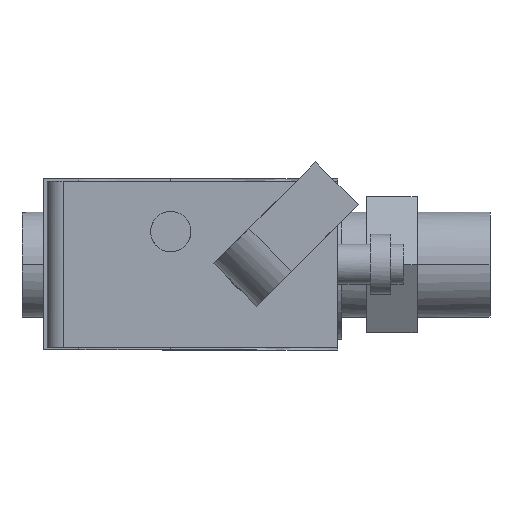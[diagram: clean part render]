
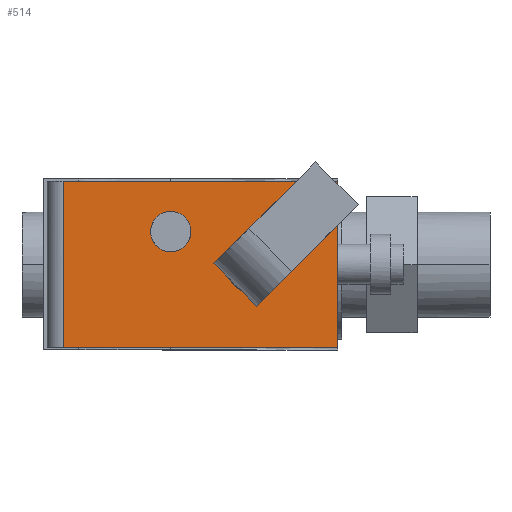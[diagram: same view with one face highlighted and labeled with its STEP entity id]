
A CAD part, top view. The second image highlights one B-rep face of the part: STEP entity #514.
In plain terms, the highlighted planar face has unit normal (0, 0, 1).
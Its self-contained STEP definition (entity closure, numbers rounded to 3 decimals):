
#443=CARTESIAN_POINT('Axis2P3D Location',(42.302,278.005,110.11)) ;
#449=CARTESIAN_POINT('Control Point',(42.302,278.005,110.11)) ;
#450=CARTESIAN_POINT('Control Point',(151.302,278.005,110.11)) ;
#451=CARTESIAN_POINT('Vertex',(42.302,278.005,110.11)) ;
#453=CARTESIAN_POINT('Vertex',(151.302,278.005,110.11)) ;
#457=CARTESIAN_POINT('Control Point',(42.302,212.005,110.11)) ;
#458=CARTESIAN_POINT('Control Point',(42.302,278.005,110.11)) ;
#459=CARTESIAN_POINT('Vertex',(42.302,212.005,110.11)) ;
#463=CARTESIAN_POINT('Control Point',(151.302,212.005,110.11)) ;
#464=CARTESIAN_POINT('Control Point',(42.302,212.005,110.11)) ;
#465=CARTESIAN_POINT('Vertex',(151.302,212.005,110.11)) ;
#469=CARTESIAN_POINT('Control Point',(151.302,278.005,110.11)) ;
#470=CARTESIAN_POINT('Control Point',(151.302,212.005,110.11)) ;
#478=CARTESIAN_POINT('Axis2P3D Location',(118.802,245.005,110.11)) ;
#482=CARTESIAN_POINT('Vertex',(106.802,245.005,110.11)) ;
#484=CARTESIAN_POINT('Vertex',(130.802,245.005,110.11)) ;
#487=CARTESIAN_POINT('Axis2P3D Location',(118.802,245.005,110.11)) ;
#496=CARTESIAN_POINT('Axis2P3D Location',(84.95,258.005,110.11)) ;
#500=CARTESIAN_POINT('Vertex',(80.95,258.005,110.11)) ;
#502=CARTESIAN_POINT('Vertex',(88.95,258.005,110.11)) ;
#505=CARTESIAN_POINT('Axis2P3D Location',(84.95,258.005,110.11)) ;
#444=DIRECTION('Axis2P3D Direction',(0.,0.,1.)) ;
#445=DIRECTION('Axis2P3D XDirection',(0.,-1.,0.)) ;
#479=DIRECTION('Axis2P3D Direction',(0.,0.,1.)) ;
#488=DIRECTION('Axis2P3D Direction',(0.,0.,1.)) ;
#497=DIRECTION('Axis2P3D Direction',(0.,0.,1.)) ;
#506=DIRECTION('Axis2P3D Direction',(0.,0.,1.)) ;
#446=AXIS2_PLACEMENT_3D('Plane Axis2P3D',#443,#444,#445) ;
#480=AXIS2_PLACEMENT_3D('Circle Axis2P3D',#478,#479,$) ;
#489=AXIS2_PLACEMENT_3D('Circle Axis2P3D',#487,#488,$) ;
#498=AXIS2_PLACEMENT_3D('Circle Axis2P3D',#496,#497,$) ;
#507=AXIS2_PLACEMENT_3D('Circle Axis2P3D',#505,#506,$) ;
#481=CIRCLE('generated circle',#480,12.) ;
#490=CIRCLE('generated circle',#489,12.) ;
#499=CIRCLE('generated circle',#498,4.) ;
#508=CIRCLE('generated circle',#507,4.) ;
#447=PLANE('',#446) ;
#495=FACE_BOUND('',#492,.T.) ;
#513=FACE_BOUND('',#510,.T.) ;
#455=EDGE_CURVE('',#452,#454,#448,.T.) ;
#461=EDGE_CURVE('',#460,#452,#456,.T.) ;
#467=EDGE_CURVE('',#466,#460,#462,.T.) ;
#471=EDGE_CURVE('',#454,#466,#468,.T.) ;
#486=EDGE_CURVE('',#483,#485,#481,.T.) ;
#491=EDGE_CURVE('',#485,#483,#490,.T.) ;
#504=EDGE_CURVE('',#501,#503,#499,.T.) ;
#509=EDGE_CURVE('',#503,#501,#508,.T.) ;
#473=ORIENTED_EDGE('',*,*,#455,.F.) ;
#474=ORIENTED_EDGE('',*,*,#461,.F.) ;
#475=ORIENTED_EDGE('',*,*,#467,.F.) ;
#476=ORIENTED_EDGE('',*,*,#471,.F.) ;
#493=ORIENTED_EDGE('',*,*,#486,.F.) ;
#494=ORIENTED_EDGE('',*,*,#491,.F.) ;
#511=ORIENTED_EDGE('',*,*,#504,.F.) ;
#512=ORIENTED_EDGE('',*,*,#509,.F.) ;
#472=EDGE_LOOP('',(#473,#474,#475,#476)) ;
#492=EDGE_LOOP('',(#493,#494)) ;
#510=EDGE_LOOP('',(#511,#512)) ;
#452=VERTEX_POINT('',#451) ;
#454=VERTEX_POINT('',#453) ;
#460=VERTEX_POINT('',#459) ;
#466=VERTEX_POINT('',#465) ;
#483=VERTEX_POINT('',#482) ;
#485=VERTEX_POINT('',#484) ;
#501=VERTEX_POINT('',#500) ;
#503=VERTEX_POINT('',#502) ;
#514=ADVANCED_FACE('Solid1',(#477,#495,#513),#447,.T.) ;
#448=B_SPLINE_CURVE_WITH_KNOTS('',1,(#449,#450),.UNSPECIFIED.,.F.,.U.,(2,2),(0.,109.),.UNSPECIFIED.) ;
#456=B_SPLINE_CURVE_WITH_KNOTS('',1,(#457,#458),.UNSPECIFIED.,.F.,.U.,(2,2),(0.,66.),.UNSPECIFIED.) ;
#462=B_SPLINE_CURVE_WITH_KNOTS('',1,(#463,#464),.UNSPECIFIED.,.F.,.U.,(2,2),(0.,109.),.UNSPECIFIED.) ;
#468=B_SPLINE_CURVE_WITH_KNOTS('',1,(#469,#470),.UNSPECIFIED.,.F.,.U.,(2,2),(0.,66.),.UNSPECIFIED.) ;
#477=FACE_OUTER_BOUND('',#472,.T.) ;
